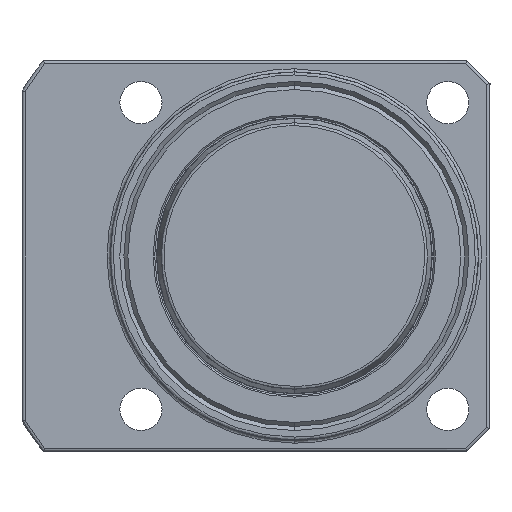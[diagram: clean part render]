
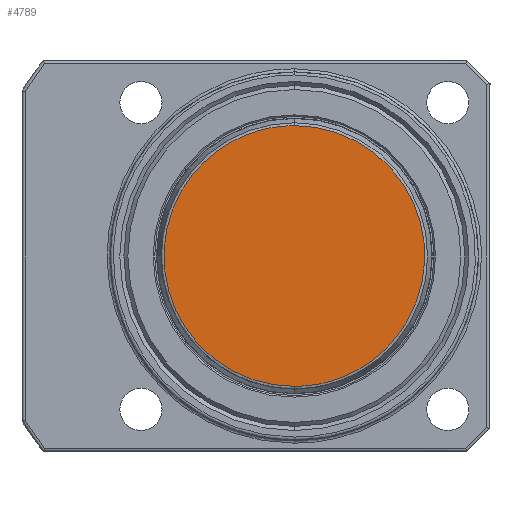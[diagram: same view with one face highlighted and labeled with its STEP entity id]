
A CAD part, front view. The second image highlights one B-rep face of the part: STEP entity #4789.
In plain terms, the highlighted planar face has unit normal (0, -1, 0).
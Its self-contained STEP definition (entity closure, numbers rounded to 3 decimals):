
#115 =( BOUNDED_CURVE ( )  B_SPLINE_CURVE ( 3, ( #2774, #2755, #2745, #2744 ),
 .UNSPECIFIED., .F., .F. ) 
 B_SPLINE_CURVE_WITH_KNOTS ( ( 4, 4 ),
 ( 0., 1. ),
 .UNSPECIFIED. ) 
 CURVE ( )  GEOMETRIC_REPRESENTATION_ITEM ( )  RATIONAL_B_SPLINE_CURVE ( ( 1., 0.333, 0.333, 1. ) ) 
 REPRESENTATION_ITEM ( '' )  );
#118 =( BOUNDED_CURVE ( )  B_SPLINE_CURVE ( 3, ( #2905, #2906, #2911, #2904 ),
 .UNSPECIFIED., .F., .F. ) 
 B_SPLINE_CURVE_WITH_KNOTS ( ( 4, 4 ),
 ( 0., 1. ),
 .UNSPECIFIED. ) 
 CURVE ( )  GEOMETRIC_REPRESENTATION_ITEM ( )  RATIONAL_B_SPLINE_CURVE ( ( 1., 0.333, 0.333, 1. ) ) 
 REPRESENTATION_ITEM ( '' )  );
#149 = EDGE_CURVE ( 'NONE', #6576, #6575, #118, .T. ) ;
#160 = EDGE_CURVE ( 'NONE', #6575, #6576, #115, .T. ) ;
#2606 = FACE_OUTER_BOUND ( 'NONE', #6394, .T. ) ;
#2744 = CARTESIAN_POINT ( 'NONE',  ( 0., -2., 16.992 ) ) ;
#2745 = CARTESIAN_POINT ( 'NONE',  ( -33.984, -2., 16.992 ) ) ;
#2755 = CARTESIAN_POINT ( 'NONE',  ( -33.984, -2., -16.992 ) ) ;
#2774 = CARTESIAN_POINT ( 'NONE',  ( 0., -2., -16.992 ) ) ;
#2904 = CARTESIAN_POINT ( 'NONE',  ( 0., -2., -16.992 ) ) ;
#2905 = CARTESIAN_POINT ( 'NONE',  ( 0., -2., 16.992 ) ) ;
#2906 = CARTESIAN_POINT ( 'NONE',  ( 33.984, -2., 16.992 ) ) ;
#2911 = CARTESIAN_POINT ( 'NONE',  ( 33.984, -2., -16.992 ) ) ;
#3860 = DIRECTION ( 'NONE',  ( 0., 0., 1. ) ) ;
#3863 = DIRECTION ( 'NONE',  ( 0., 1., 0. ) ) ;
#3872 = PLANE ( 'NONE',  #5686 ) ;
#3882 = CARTESIAN_POINT ( 'NONE',  ( 17.272, -2., 0. ) ) ;
#4789 = ADVANCED_FACE ( 'N', ( #2606 ), #3872, .F. ) ;
#4849 = CARTESIAN_POINT ( 'NONE',  ( 0., -2., 16.992 ) ) ;
#4850 = CARTESIAN_POINT ( 'NONE',  ( 0., -2., -16.992 ) ) ;
#5686 = AXIS2_PLACEMENT_3D ( 'NONE', #3882, #3863, #3860 ) ;
#5997 = ORIENTED_EDGE ( 'NONE', *, *, #149, .F. ) ;
#5998 = ORIENTED_EDGE ( 'NONE', *, *, #160, .F. ) ;
#6394 = EDGE_LOOP ( 'NONE', ( #5997, #5998 ) ) ;
#6575 = VERTEX_POINT ( 'NONE', #4850 ) ;
#6576 = VERTEX_POINT ( 'NONE', #4849 ) ;
